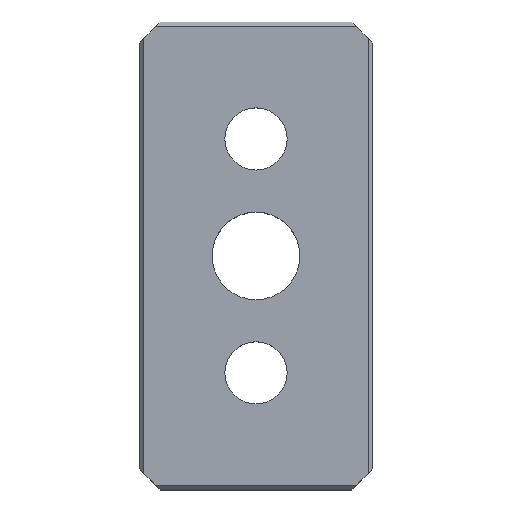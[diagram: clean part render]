
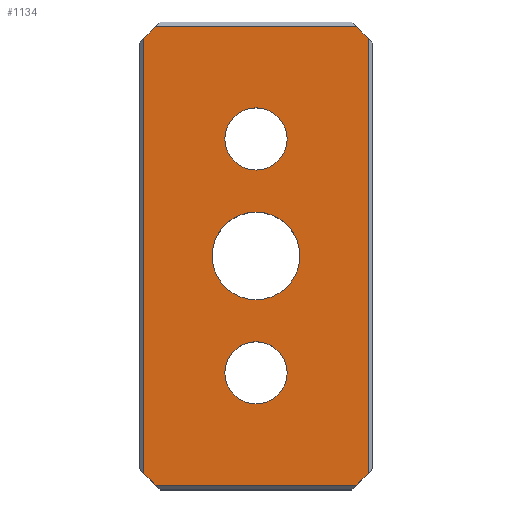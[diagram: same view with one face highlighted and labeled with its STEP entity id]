
A CAD part, top view. The second image highlights one B-rep face of the part: STEP entity #1134.
In plain terms, the highlighted planar face has unit normal (0, 0, 1).
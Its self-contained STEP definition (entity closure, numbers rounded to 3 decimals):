
#153=CARTESIAN_POINT('',(0.0,-0.133,0.));
#154=VERTEX_POINT('',#153);
#170=CARTESIAN_POINT('',(0.,0.133,0.));
#171=VERTEX_POINT('',#170);
#178=CARTESIAN_POINT('',(0.0,0.0,0.0));
#179=DIRECTION('',(0.0,0.0,-1.0));
#180=DIRECTION('',(0.0,-1.0,0.0));
#181=AXIS2_PLACEMENT_3D('',#178,#179,#180);
#182=CIRCLE('',#181,0.133);
#183=EDGE_CURVE('',#154,#171,#182,.T.);
#258=CARTESIAN_POINT('',(0.0,1.133,0.));
#259=VERTEX_POINT('',#258);
#275=CARTESIAN_POINT('',(0.,0.867,0.));
#276=VERTEX_POINT('',#275);
#283=CARTESIAN_POINT('',(0.0,1.0,0.));
#284=DIRECTION('',(0.0,0.0,-1.0));
#285=DIRECTION('',(0.0,1.0,0.0));
#286=AXIS2_PLACEMENT_3D('',#283,#284,#285);
#287=CIRCLE('',#286,0.133);
#288=EDGE_CURVE('',#259,#276,#287,.T.);
#342=CARTESIAN_POINT('',(0.0,0.688,0.));
#343=VERTEX_POINT('',#342);
#359=CARTESIAN_POINT('',(0.,0.313,0.));
#360=VERTEX_POINT('',#359);
#367=CARTESIAN_POINT('',(0.0,0.5,0.));
#368=DIRECTION('',(0.0,0.0,-1.0));
#369=DIRECTION('',(0.0,1.0,0.0));
#370=AXIS2_PLACEMENT_3D('',#367,#368,#369);
#371=CIRCLE('',#370,0.188);
#372=EDGE_CURVE('',#343,#360,#371,.T.);
#382=CARTESIAN_POINT('',(-0.48,1.43,0.));
#383=VERTEX_POINT('',#382);
#400=CARTESIAN_POINT('',(-0.48,-0.43,0.));
#401=VERTEX_POINT('',#400);
#408=CARTESIAN_POINT('',(-0.48,-0.43,0.));
#409=DIRECTION('',(0.0,1.0,0.0));
#410=VECTOR('',#409,1.86);
#411=LINE('',#408,#410);
#412=EDGE_CURVE('',#401,#383,#411,.T.);
#463=CARTESIAN_POINT('',(-0.43,-0.48,0.));
#464=VERTEX_POINT('',#463);
#471=CARTESIAN_POINT('',(-0.43,-0.48,0.));
#472=DIRECTION('',(-0.707,0.707,0.));
#473=VECTOR('',#472,0.071);
#474=LINE('',#471,#473);
#475=EDGE_CURVE('',#464,#401,#474,.T.);
#542=CARTESIAN_POINT('',(0.43,-0.48,0.));
#543=VERTEX_POINT('',#542);
#550=CARTESIAN_POINT('',(0.43,-0.48,0.));
#551=DIRECTION('',(-1.0,0.0,0.0));
#552=VECTOR('',#551,0.86);
#553=LINE('',#550,#552);
#554=EDGE_CURVE('',#543,#464,#553,.T.);
#639=CARTESIAN_POINT('',(0.48,-0.43,0.0));
#640=VERTEX_POINT('',#639);
#647=CARTESIAN_POINT('',(0.48,-0.43,0.));
#648=DIRECTION('',(-0.707,-0.707,0.));
#649=VECTOR('',#648,0.071);
#650=LINE('',#647,#649);
#651=EDGE_CURVE('',#640,#543,#650,.T.);
#742=CARTESIAN_POINT('',(0.48,1.43,0.));
#743=VERTEX_POINT('',#742);
#750=CARTESIAN_POINT('',(0.48,1.43,0.));
#751=DIRECTION('',(0.0,-1.0,0.0));
#752=VECTOR('',#751,1.86);
#753=LINE('',#750,#752);
#754=EDGE_CURVE('',#743,#640,#753,.T.);
#796=CARTESIAN_POINT('',(0.43,1.48,0.));
#797=VERTEX_POINT('',#796);
#804=CARTESIAN_POINT('',(0.43,1.48,0.));
#805=DIRECTION('',(0.707,-0.707,0.));
#806=VECTOR('',#805,0.071);
#807=LINE('',#804,#806);
#808=EDGE_CURVE('',#797,#743,#807,.T.);
#856=CARTESIAN_POINT('',(-0.43,1.48,0.));
#857=VERTEX_POINT('',#856);
#864=CARTESIAN_POINT('',(-0.43,1.48,0.));
#865=DIRECTION('',(1.0,0.0,0.0));
#866=VECTOR('',#865,0.86);
#867=LINE('',#864,#866);
#868=EDGE_CURVE('',#857,#797,#867,.T.);
#920=CARTESIAN_POINT('',(-0.48,1.43,0.));
#921=DIRECTION('',(0.707,0.707,0.));
#922=VECTOR('',#921,0.071);
#923=LINE('',#920,#922);
#924=EDGE_CURVE('',#383,#857,#923,.T.);
#941=CARTESIAN_POINT('',(0.0,0.5,0.));
#942=DIRECTION('',(0.0,0.0,-1.0));
#943=DIRECTION('',(0.0,1.0,0.0));
#944=AXIS2_PLACEMENT_3D('',#941,#942,#943);
#945=CIRCLE('',#944,0.188);
#946=EDGE_CURVE('',#360,#343,#945,.T.);
#997=CARTESIAN_POINT('',(0.0,1.0,0.));
#998=DIRECTION('',(0.0,0.0,-1.0));
#999=DIRECTION('',(0.0,1.0,0.0));
#1000=AXIS2_PLACEMENT_3D('',#997,#998,#999);
#1001=CIRCLE('',#1000,0.133);
#1002=EDGE_CURVE('',#276,#259,#1001,.T.);
#1095=CARTESIAN_POINT('',(0.0,0.0,0.0));
#1096=DIRECTION('',(0.0,0.0,-1.0));
#1097=DIRECTION('',(0.0,-1.0,0.0));
#1098=AXIS2_PLACEMENT_3D('',#1095,#1096,#1097);
#1099=CIRCLE('',#1098,0.133);
#1100=EDGE_CURVE('',#171,#154,#1099,.T.);
#1107=CARTESIAN_POINT('',(-0.5,0.5,0.));
#1108=DIRECTION('',(0.0,0.0,1.0));
#1109=DIRECTION('',(1.0,0.0,0.0));
#1110=AXIS2_PLACEMENT_3D('',#1107,#1108,#1109);
#1111=PLANE('',#1110);
#1112=ORIENTED_EDGE('',*,*,#412,.F.);
#1113=ORIENTED_EDGE('',*,*,#475,.F.);
#1114=ORIENTED_EDGE('',*,*,#554,.F.);
#1115=ORIENTED_EDGE('',*,*,#651,.F.);
#1116=ORIENTED_EDGE('',*,*,#754,.F.);
#1117=ORIENTED_EDGE('',*,*,#808,.F.);
#1118=ORIENTED_EDGE('',*,*,#868,.F.);
#1119=ORIENTED_EDGE('',*,*,#924,.F.);
#1120=EDGE_LOOP('',(#1112,#1113,#1114,#1115,#1116,#1117,#1118,#1119));
#1121=FACE_OUTER_BOUND('',#1120,.T.);
#1122=ORIENTED_EDGE('',*,*,#372,.T.);
#1123=ORIENTED_EDGE('',*,*,#946,.T.);
#1124=EDGE_LOOP('',(#1122,#1123));
#1125=FACE_BOUND('',#1124,.T.);
#1126=ORIENTED_EDGE('',*,*,#288,.T.);
#1127=ORIENTED_EDGE('',*,*,#1002,.T.);
#1128=EDGE_LOOP('',(#1126,#1127));
#1129=FACE_BOUND('',#1128,.T.);
#1130=ORIENTED_EDGE('',*,*,#183,.T.);
#1131=ORIENTED_EDGE('',*,*,#1100,.T.);
#1132=EDGE_LOOP('',(#1130,#1131));
#1133=FACE_BOUND('',#1132,.T.);
#1134=ADVANCED_FACE('',(#1121,#1125,#1129,#1133),#1111,.T.);
